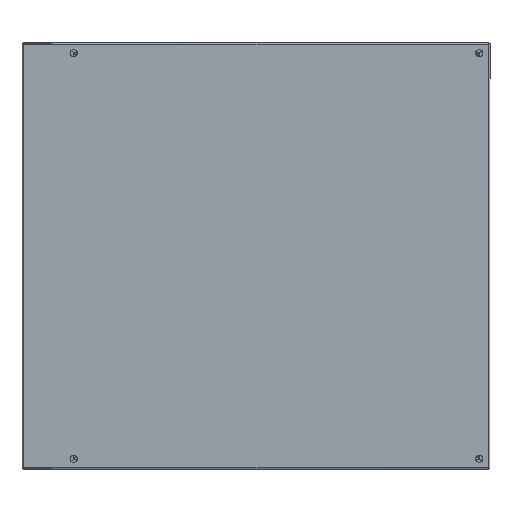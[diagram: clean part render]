
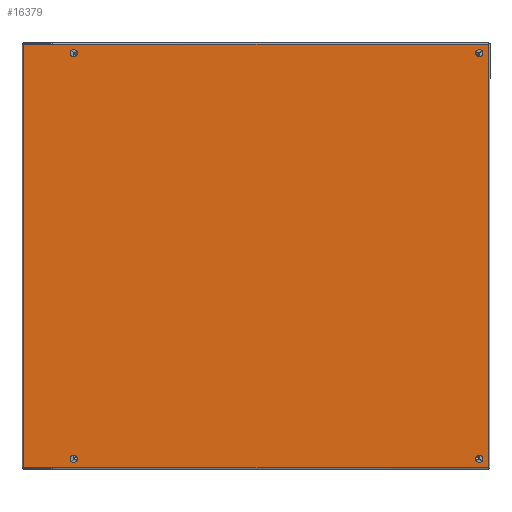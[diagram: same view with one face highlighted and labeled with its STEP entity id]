
A CAD part, left-side view. The second image highlights one B-rep face of the part: STEP entity #16379.
In plain terms, the highlighted face is planar.
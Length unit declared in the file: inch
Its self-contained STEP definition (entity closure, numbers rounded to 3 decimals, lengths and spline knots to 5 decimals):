
#51 = DIRECTION ( 'NONE',  ( 0., 1., 0. ) ) ;
#228 = DIRECTION ( 'NONE',  ( -1., 0., 0. ) ) ;
#321 = CIRCLE ( 'NONE', #38603, 0.25 ) ;
#585 = VERTEX_POINT ( 'NONE', #21845 ) ;
#662 = CIRCLE ( 'NONE', #67038, 0.25 ) ;
#1163 = CIRCLE ( 'NONE', #70847, 0.25 ) ;
#1433 = ORIENTED_EDGE ( 'NONE', *, *, #17146, .T. ) ;
#2657 = VECTOR ( 'NONE', #32076, 39.37008 ) ;
#3813 = DIRECTION ( 'NONE',  ( -1., 0., 0. ) ) ;
#4253 = VERTEX_POINT ( 'NONE', #67214 ) ;
#6853 = ORIENTED_EDGE ( 'NONE', *, *, #70907, .T. ) ;
#7707 = DIRECTION ( 'NONE',  ( -1., 0., 0. ) ) ;
#7751 = CARTESIAN_POINT ( 'NONE',  ( 14., 0., 12.801 ) ) ;
#8798 = CARTESIAN_POINT ( 'NONE',  ( 14.5, 0., -15.699 ) ) ;
#9137 = ORIENTED_EDGE ( 'NONE', *, *, #9940, .T. ) ;
#9179 = VERTEX_POINT ( 'NONE', #60390 ) ;
#9563 = CARTESIAN_POINT ( 'NONE',  ( 0., 0., 16.32559 ) ) ;
#9940 = EDGE_CURVE ( 'NONE', #12201, #32481, #36909, .T. ) ;
#10548 = LINE ( 'NONE', #9563, #2657 ) ;
#10654 = VERTEX_POINT ( 'NONE', #17565 ) ;
#11739 = FACE_BOUND ( 'NONE', #53002, .T. ) ;
#11884 = CIRCLE ( 'NONE', #35144, 0.25 ) ;
#12201 = VERTEX_POINT ( 'NONE', #53885 ) ;
#13267 = EDGE_CURVE ( 'NONE', #9179, #37017, #662, .T. ) ;
#13974 = ORIENTED_EDGE ( 'NONE', *, *, #72158, .T. ) ;
#15469 = ORIENTED_EDGE ( 'NONE', *, *, #59901, .T. ) ;
#15973 = EDGE_LOOP ( 'NONE', ( #68140, #1433 ) ) ;
#16379 = ADVANCED_FACE ( 'NONE', ( #45786, #30902, #11739, #71174, #49357 ), #61425, .T. ) ;
#17146 = EDGE_CURVE ( 'NONE', #37344, #62277, #59616, .T. ) ;
#17295 = CARTESIAN_POINT ( 'NONE',  ( 14.892, 0., -16.341 ) ) ;
#17405 = EDGE_CURVE ( 'NONE', #62277, #37344, #39432, .T. ) ;
#17565 = CARTESIAN_POINT ( 'NONE',  ( -14.5, 0., -15.699 ) ) ;
#17960 = VECTOR ( 'NONE', #41715, 39.37008 ) ;
#18754 = CARTESIAN_POINT ( 'NONE',  ( 14.25, 0., -15.699 ) ) ;
#18907 = ORIENTED_EDGE ( 'NONE', *, *, #71261, .T. ) ;
#19790 = DIRECTION ( 'NONE',  ( -1., 0., 0. ) ) ;
#20427 = CARTESIAN_POINT ( 'NONE',  ( -14.892, 0., -16.341 ) ) ;
#21219 = DIRECTION ( 'NONE',  ( 0., 0., 1. ) ) ;
#21845 = CARTESIAN_POINT ( 'NONE',  ( 14.892, 0., 16.32559 ) ) ;
#22902 = VERTEX_POINT ( 'NONE', #20427 ) ;
#24121 = ORIENTED_EDGE ( 'NONE', *, *, #13267, .T. ) ;
#25678 = CARTESIAN_POINT ( 'NONE',  ( 14.892, 0., 0. ) ) ;
#27965 = DIRECTION ( 'NONE',  ( 0., -1., 0. ) ) ;
#29152 = EDGE_CURVE ( 'NONE', #38125, #22902, #66900, .T. ) ;
#30525 = CIRCLE ( 'NONE', #60566, 0.25 ) ;
#30902 = FACE_BOUND ( 'NONE', #15973, .T. ) ;
#31340 = DIRECTION ( 'NONE',  ( 0., 0., -1. ) ) ;
#31830 = CARTESIAN_POINT ( 'NONE',  ( -14., 0., -15.699 ) ) ;
#32076 = DIRECTION ( 'NONE',  ( 1., 0., 0. ) ) ;
#32481 = VERTEX_POINT ( 'NONE', #7751 ) ;
#32967 = AXIS2_PLACEMENT_3D ( 'NONE', #18754, #40560, #7707 ) ;
#33555 = CARTESIAN_POINT ( 'NONE',  ( 14., 0., -15.699 ) ) ;
#33582 = AXIS2_PLACEMENT_3D ( 'NONE', #57083, #51445, #67965 ) ;
#33725 = DIRECTION ( 'NONE',  ( 0., -1., 0. ) ) ;
#33739 = DIRECTION ( 'NONE',  ( 0., -1., 0. ) ) ;
#34292 = DIRECTION ( 'NONE',  ( -1., 0., 0. ) ) ;
#34709 = CARTESIAN_POINT ( 'NONE',  ( 14.25, 0., 12.801 ) ) ;
#35144 = AXIS2_PLACEMENT_3D ( 'NONE', #38901, #33725, #50130 ) ;
#36909 = CIRCLE ( 'NONE', #33582, 0.25 ) ;
#37017 = VERTEX_POINT ( 'NONE', #59974 ) ;
#37344 = VERTEX_POINT ( 'NONE', #8798 ) ;
#38014 = EDGE_CURVE ( 'NONE', #72121, #10654, #11884, .T. ) ;
#38125 = VERTEX_POINT ( 'NONE', #17295 ) ;
#38603 = AXIS2_PLACEMENT_3D ( 'NONE', #34709, #33739, #228 ) ;
#38901 = CARTESIAN_POINT ( 'NONE',  ( -14.25, 0., -15.699 ) ) ;
#39432 = CIRCLE ( 'NONE', #47985, 0.25 ) ;
#40560 = DIRECTION ( 'NONE',  ( 0., -1., 0. ) ) ;
#41715 = DIRECTION ( 'NONE',  ( -1., 0., 0. ) ) ;
#44703 = ORIENTED_EDGE ( 'NONE', *, *, #61002, .T. ) ;
#45786 = FACE_OUTER_BOUND ( 'NONE', #66631, .T. ) ;
#47645 = VECTOR ( 'NONE', #21219, 39.37008 ) ;
#47785 = CARTESIAN_POINT ( 'NONE',  ( 0., 0., -16.341 ) ) ;
#47985 = AXIS2_PLACEMENT_3D ( 'NONE', #50482, #27965, #60981 ) ;
#49104 = CARTESIAN_POINT ( 'NONE',  ( -14.892, 0., 0. ) ) ;
#49357 = FACE_BOUND ( 'NONE', #72386, .T. ) ;
#49425 = EDGE_CURVE ( 'NONE', #22902, #4253, #68538, .T. ) ;
#50130 = DIRECTION ( 'NONE',  ( -1., 0., 0. ) ) ;
#50482 = CARTESIAN_POINT ( 'NONE',  ( 14.25, 0., -15.699 ) ) ;
#51445 = DIRECTION ( 'NONE',  ( 0., -1., 0. ) ) ;
#52063 = DIRECTION ( 'NONE',  ( 0., -1., 0. ) ) ;
#53002 = EDGE_LOOP ( 'NONE', ( #6853, #9137 ) ) ;
#53194 = EDGE_LOOP ( 'NONE', ( #24121, #18907 ) ) ;
#53885 = CARTESIAN_POINT ( 'NONE',  ( 14.5, 0., 12.801 ) ) ;
#55004 = AXIS2_PLACEMENT_3D ( 'NONE', #67719, #51, #34292 ) ;
#56370 = VECTOR ( 'NONE', #31340, 39.37008 ) ;
#57083 = CARTESIAN_POINT ( 'NONE',  ( 14.25, 0., 12.801 ) ) ;
#57210 = CARTESIAN_POINT ( 'NONE',  ( -14.25, 0., -15.699 ) ) ;
#57674 = ORIENTED_EDGE ( 'NONE', *, *, #49425, .T. ) ;
#58939 = DIRECTION ( 'NONE',  ( 0., -1., 0. ) ) ;
#58966 = LINE ( 'NONE', #25678, #56370 ) ;
#59616 = CIRCLE ( 'NONE', #32967, 0.25 ) ;
#59901 = EDGE_CURVE ( 'NONE', #10654, #72121, #30525, .T. ) ;
#59974 = CARTESIAN_POINT ( 'NONE',  ( -14., 0., 12.801 ) ) ;
#60390 = CARTESIAN_POINT ( 'NONE',  ( -14.5, 0., 12.801 ) ) ;
#60566 = AXIS2_PLACEMENT_3D ( 'NONE', #57210, #52063, #68104 ) ;
#60981 = DIRECTION ( 'NONE',  ( -1., 0., 0. ) ) ;
#61002 = EDGE_CURVE ( 'NONE', #585, #38125, #58966, .T. ) ;
#61425 = PLANE ( 'NONE',  #55004 ) ;
#62277 = VERTEX_POINT ( 'NONE', #33555 ) ;
#66631 = EDGE_LOOP ( 'NONE', ( #44703, #66888, #57674, #13974 ) ) ;
#66888 = ORIENTED_EDGE ( 'NONE', *, *, #29152, .T. ) ;
#66900 = LINE ( 'NONE', #47785, #17960 ) ;
#67038 = AXIS2_PLACEMENT_3D ( 'NONE', #70565, #58939, #19790 ) ;
#67214 = CARTESIAN_POINT ( 'NONE',  ( -14.892, 0., 16.32559 ) ) ;
#67719 = CARTESIAN_POINT ( 'NONE',  ( 0., 0., 0. ) ) ;
#67965 = DIRECTION ( 'NONE',  ( -1., 0., 0. ) ) ;
#68104 = DIRECTION ( 'NONE',  ( -1., 0., 0. ) ) ;
#68105 = ORIENTED_EDGE ( 'NONE', *, *, #38014, .T. ) ;
#68140 = ORIENTED_EDGE ( 'NONE', *, *, #17405, .T. ) ;
#68538 = LINE ( 'NONE', #49104, #47645 ) ;
#70565 = CARTESIAN_POINT ( 'NONE',  ( -14.25, 0., 12.801 ) ) ;
#70847 = AXIS2_PLACEMENT_3D ( 'NONE', #71023, #71264, #3813 ) ;
#70907 = EDGE_CURVE ( 'NONE', #32481, #12201, #321, .T. ) ;
#71023 = CARTESIAN_POINT ( 'NONE',  ( -14.25, 0., 12.801 ) ) ;
#71174 = FACE_BOUND ( 'NONE', #53194, .T. ) ;
#71261 = EDGE_CURVE ( 'NONE', #37017, #9179, #1163, .T. ) ;
#71264 = DIRECTION ( 'NONE',  ( 0., -1., 0. ) ) ;
#72121 = VERTEX_POINT ( 'NONE', #31830 ) ;
#72158 = EDGE_CURVE ( 'NONE', #4253, #585, #10548, .T. ) ;
#72386 = EDGE_LOOP ( 'NONE', ( #15469, #68105 ) ) ;
